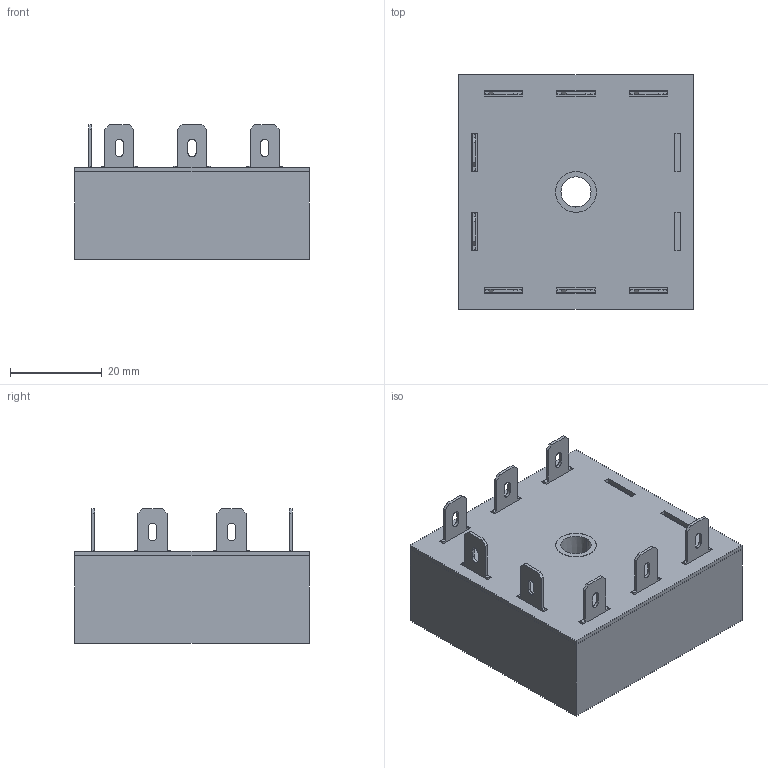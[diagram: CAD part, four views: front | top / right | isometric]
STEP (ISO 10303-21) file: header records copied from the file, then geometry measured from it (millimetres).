
FILE_DESCRIPTION (( 'STEP AP203' ), '1' );
FILE_NAME ('T2S-SST-32-125D.step', '2021-09-09T11:47:15', ( '' ), ( '' ), 'SwSTEP 2.0', 'SolidWorks 2021', '' );
FILE_SCHEMA (( 'CONFIG_CONTROL_DESIGN' ));
Length unit declared in the file: millimetre
Products named in the file (1): T2S-SST-32-125D
Bounding box: 51.31 x 51.31 x 29.46 mm (x, y, z)
Volume: 11042.2 mm3; surface area: 22818.5 mm2
Topology: 10 solids, 10 shells, 256 faces, 702 edges, 468 vertices
Faces by surface type: plane 234, cylinder 20, cone 2
Entity records: 8129 total; most frequent: CARTESIAN_POINT 1427, ORIENTED_EDGE 1404, DIRECTION 1260, EDGE_CURVE 702, LINE 658, VECTOR 658, VERTEX_POINT 468, AXIS2_PLACEMENT_3D 301
